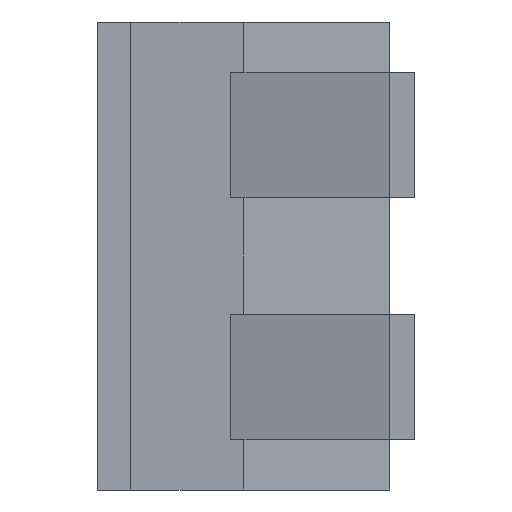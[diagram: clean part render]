
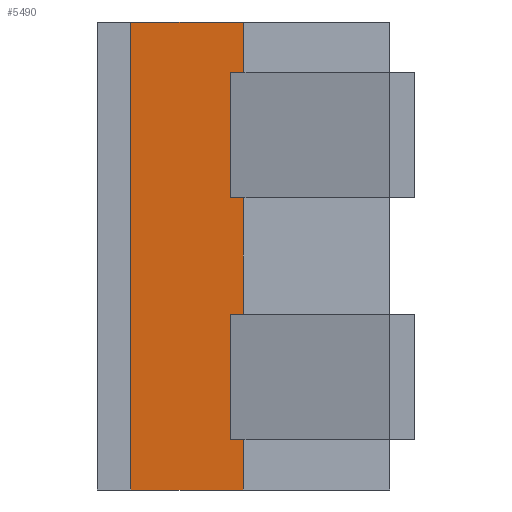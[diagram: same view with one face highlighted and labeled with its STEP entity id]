
A CAD part, left-side view. The second image highlights one B-rep face of the part: STEP entity #5490.
In plain terms, the highlighted planar face has unit normal (-0.998, 0.07, 0).
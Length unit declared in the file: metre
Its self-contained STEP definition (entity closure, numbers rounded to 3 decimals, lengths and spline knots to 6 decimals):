
#2050=ORIENTED_EDGE('',*,*,#2819,.F.);
#2051=ORIENTED_EDGE('',*,*,#2073,.T.);
#2052=ORIENTED_EDGE('',*,*,#2085,.F.);
#2053=ORIENTED_EDGE('',*,*,#2065,.F.);
#2054=ORIENTED_EDGE('',*,*,#2821,.F.);
#2055=ORIENTED_EDGE('',*,*,#2142,.T.);
#2056=ORIENTED_EDGE('',*,*,#2160,.T.);
#2057=ORIENTED_EDGE('',*,*,#2152,.F.);
#2058=ORIENTED_EDGE('',*,*,#2820,.F.);
#2059=ORIENTED_EDGE('',*,*,#2814,.T.);
#2060=ORIENTED_EDGE('',*,*,#2800,.T.);
#2061=ORIENTED_EDGE('',*,*,#2810,.F.);
#2065=EDGE_CURVE('',#2822,#2824,#3329,.T.);
#2073=EDGE_CURVE('',#2831,#2832,#3337,.T.);
#2085=EDGE_CURVE('',#2824,#2832,#3349,.T.);
#2142=EDGE_CURVE('',#2876,#2877,#3406,.T.);
#2152=EDGE_CURVE('',#2885,#2887,#3416,.T.);
#2160=EDGE_CURVE('',#2877,#2887,#3424,.T.);
#2800=EDGE_CURVE('',#3318,#3317,#3865,.T.);
#2810=EDGE_CURVE('',#3323,#3317,#3875,.T.);
#2814=EDGE_CURVE('',#3325,#3318,#3879,.T.);
#2819=EDGE_CURVE('',#2831,#3323,#3883,.T.);
#2820=EDGE_CURVE('',#3325,#2885,#3884,.T.);
#2821=EDGE_CURVE('',#2876,#2822,#3885,.T.);
#2822=VERTEX_POINT('',#8048);
#2824=VERTEX_POINT('',#8051);
#2831=VERTEX_POINT('',#8067);
#2832=VERTEX_POINT('',#8068);
#2876=VERTEX_POINT('',#8207);
#2877=VERTEX_POINT('',#8208);
#2885=VERTEX_POINT('',#8226);
#2887=VERTEX_POINT('',#8229);
#3317=VERTEX_POINT('',#14819);
#3318=VERTEX_POINT('',#14821);
#3323=VERTEX_POINT('',#14838);
#3325=VERTEX_POINT('',#14847);
#3329=LINE('',#8050,#3887);
#3337=LINE('',#8066,#3895);
#3349=LINE('',#8090,#3907);
#3406=LINE('',#8206,#3964);
#3416=LINE('',#8228,#3974);
#3424=LINE('',#8244,#3982);
#3865=LINE('',#14820,#4423);
#3875=LINE('',#14839,#4433);
#3879=LINE('',#14846,#4437);
#3883=LINE('',#14856,#4441);
#3884=LINE('',#14857,#4442);
#3885=LINE('',#14858,#4443);
#3887=VECTOR('',#7116,1.);
#3895=VECTOR('',#7126,1.);
#3907=VECTOR('',#7144,1.);
#3964=VECTOR('',#7247,1.);
#3974=VECTOR('',#7259,1.);
#3982=VECTOR('',#7269,1.);
#4423=VECTOR('',#8004,1.);
#4433=VECTOR('',#8020,1.);
#4437=VECTOR('',#8028,1.);
#4441=VECTOR('',#8038,1.);
#4442=VECTOR('',#8039,1.);
#4443=VECTOR('',#8040,1.);
#4739=EDGE_LOOP('',(#2050,#2051,#2052,#2053,#2054,#2055,#2056,#2057,#2058,
#2059,#2060,#2061));
#5037=FACE_BOUND('',#4739,.T.);
#5215=PLANE('',#7109);
#5490=ADVANCED_FACE('',(#5037),#5215,.T.);
#7109=AXIS2_PLACEMENT_3D('',#14859,#8041,#8042);
#7116=DIRECTION('',(0.07,0.998,0.));
#7126=DIRECTION('',(0.07,0.998,0.));
#7144=DIRECTION('',(0.,0.,-1.));
#7247=DIRECTION('',(0.07,0.998,0.));
#7259=DIRECTION('',(0.07,0.998,0.));
#7269=DIRECTION('',(0.,0.,1.));
#8004=DIRECTION('',(0.,0.,-1.));
#8020=DIRECTION('',(0.07,0.998,0.));
#8028=DIRECTION('',(0.07,0.998,0.));
#8038=DIRECTION('',(0.,0.,-1.));
#8039=DIRECTION('',(0.,0.,-1.));
#8040=DIRECTION('',(0.,0.,-1.));
#8041=DIRECTION('',(-0.998,0.07,0.));
#8042=DIRECTION('',(-0.07,-0.998,0.));
#8048=CARTESIAN_POINT('',(-0.0016,0.,-0.00035));
#8050=CARTESIAN_POINT('',(-0.001645,-0.000649,-0.00035));
#8051=CARTESIAN_POINT('',(-0.001595,0.000075,-0.00035));
#8066=CARTESIAN_POINT('',(-0.001907,-0.004389,-0.0011));
#8067=CARTESIAN_POINT('',(-0.0016,0.,-0.0011));
#8068=CARTESIAN_POINT('',(-0.001595,0.000075,-0.0011));
#8090=CARTESIAN_POINT('',(-0.001595,0.000075,0.0011));
#8206=CARTESIAN_POINT('',(-0.001907,-0.004389,0.00035));
#8207=CARTESIAN_POINT('',(-0.0016,0.,0.00035));
#8208=CARTESIAN_POINT('',(-0.001595,0.000075,0.00035));
#8226=CARTESIAN_POINT('',(-0.0016,0.,0.0011));
#8228=CARTESIAN_POINT('',(-0.001907,-0.004389,0.0011));
#8229=CARTESIAN_POINT('',(-0.001595,0.000075,0.0011));
#8244=CARTESIAN_POINT('',(-0.001595,0.000075,0.0014));
#14819=CARTESIAN_POINT('',(-0.001553,0.000675,-0.0014));
#14820=CARTESIAN_POINT('',(-0.001553,0.000675,0.0014));
#14821=CARTESIAN_POINT('',(-0.001553,0.000675,0.0014));
#14838=CARTESIAN_POINT('',(-0.0016,0.,-0.0014));
#14839=CARTESIAN_POINT('',(-0.001907,-0.004389,-0.0014));
#14846=CARTESIAN_POINT('',(-0.001907,-0.004389,0.0014));
#14847=CARTESIAN_POINT('',(-0.0016,0.,0.0014));
#14856=CARTESIAN_POINT('',(-0.0016,0.,0.0014));
#14857=CARTESIAN_POINT('',(-0.0016,0.,0.0014));
#14858=CARTESIAN_POINT('',(-0.0016,0.,0.0014));
#14859=CARTESIAN_POINT('',(-0.001907,-0.004389,0.0014));
